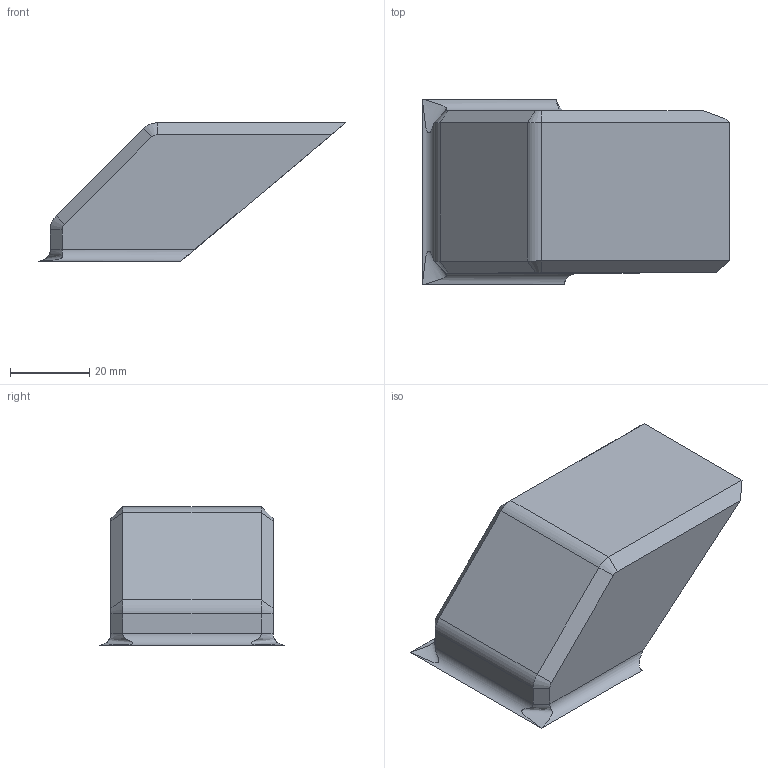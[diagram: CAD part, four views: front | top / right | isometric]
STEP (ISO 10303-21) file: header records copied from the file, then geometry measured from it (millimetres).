
FILE_DESCRIPTION(('STEP AP242'), '1');
FILE_NAME('motorino_l', '', ('UNSPECIFIED'), ('UNSPECIFIED'), 'C3D Converter', 'C3D Toolkit', '');
FILE_SCHEMA(('AP242_MANAGED_MODEL_BASED_3D_ENGINEERING_MIM_LF { 1 0 10303 442 1 1 4 }'));
Length unit declared in the file: millimetre
Assembly tree (1 placements, depth 2):
  (unnamed)
    (unnamed)
Bounding box: 77.67 x 47 x 35 mm (x, y, z)
Volume: 62918.6 mm3; surface area: 11377.5 mm2
Topology: 1 solids, 1 shells, 42 faces, 83 edges, 49 vertices
Faces by surface type: plane 22, cylinder 13, cone 4, bspline 3
Full cylindrical faces by diameter (mm): 4.5 x8
Entity records: 2141 total; most frequent: CARTESIAN_POINT 991, DIRECTION 170, ORIENTED_EDGE 146, EDGE_CURVE 73, AXIS2_PLACEMENT_3D 65, EDGE_LOOP 58, VERTEX_POINT 49, ADVANCED_FACE 42
